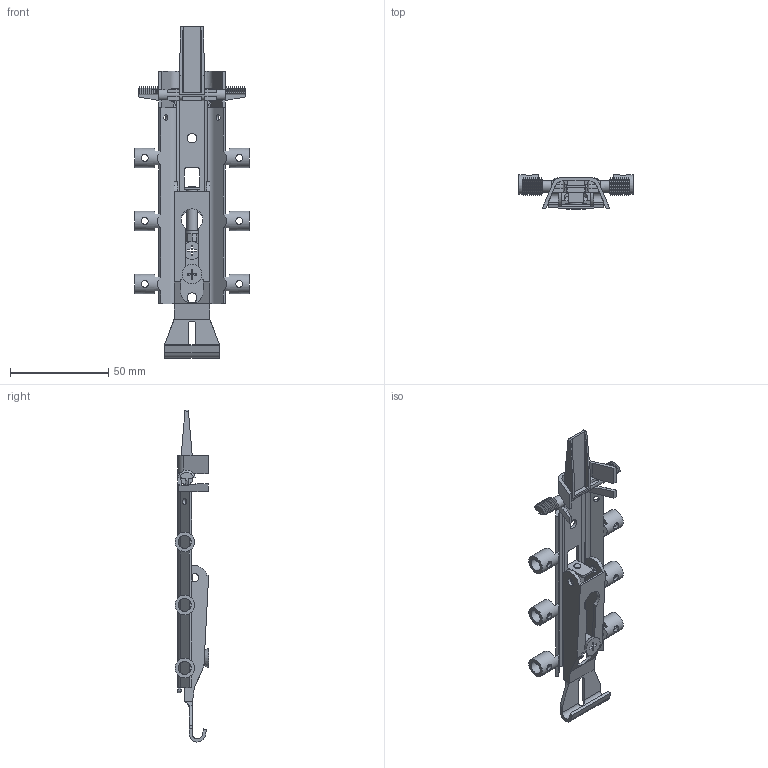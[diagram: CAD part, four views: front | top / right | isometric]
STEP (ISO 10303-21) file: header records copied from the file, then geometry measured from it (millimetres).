
FILE_DESCRIPTION(/* description */ (''),/* implementation_level */ '2;1');
FILE_NAME(/* name */ 'ZK-FORCE.stp',/* time_stamp */ '2023-07-07T12:34:53+02:00',/* author */ ('BartlomiejH'),/* organization */ (''),/* preprocessor_version */ 'ST-DEVELOPER v19.2',/* originating_system */ 'Autodesk Inventor 2023',/* authorisation */ '');
FILE_SCHEMA (('AUTOMOTIVE_DESIGN { 1 0 10303 214 3 1 1 }'));
Length unit declared in the file: millimetre
Products named in the file (7): ZK-FORCE_B03; Solid1; Solid2; Solid3; Solid4; Solid5; Solid6
Assembly tree (6 placements, depth 2):
  ZK-FORCE_B03
    Solid1
    Solid2
    Solid3
    Solid4
    Solid5
    Solid6
Bounding box: 58 x 17.2 x 168.58 mm (x, y, z)
Volume: 16980.7 mm3; surface area: 23542.6 mm2
Topology: 6 solids, 6 shells, 410 faces, 1195 edges, 792 vertices
Faces by surface type: plane 254, cylinder 93, cone 43, bspline 20
Full cylindrical faces by diameter (mm): 0.5 x1, 3 x2, 3.5 x14, 4 x2, 4.8 x1, 5 x1, 5.5 x1, 6 x1, 6.6 x6, 7 x1, 8 x2, 8.6 x1, 9 x4, 9.4 x1, 9.8 x6
Entity records: 15326 total; most frequent: CARTESIAN_POINT 3912, ORIENTED_EDGE 2386, DIRECTION 2195, EDGE_CURVE 1193, VERTEX_POINT 792, LINE 767, VECTOR 767, AXIS2_PLACEMENT_3D 714
